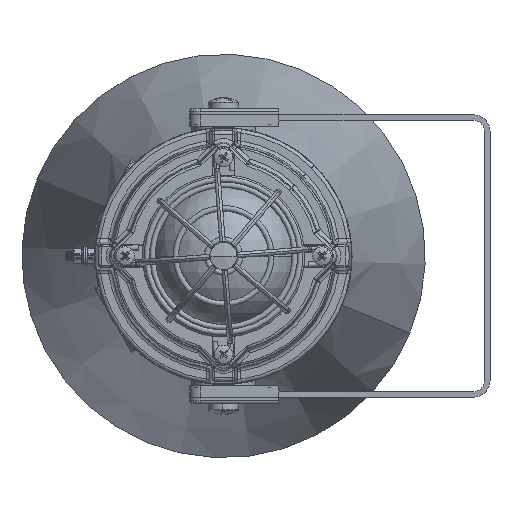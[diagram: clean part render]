
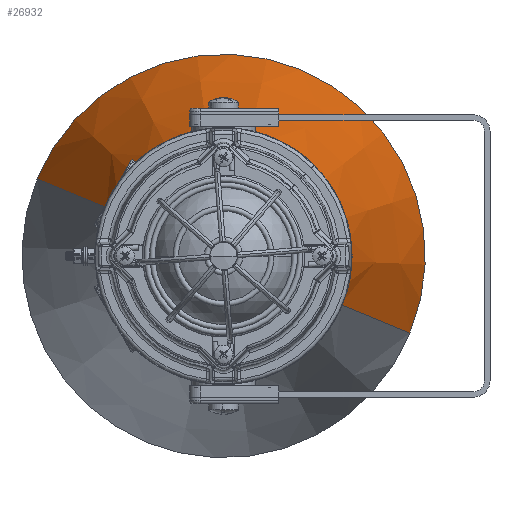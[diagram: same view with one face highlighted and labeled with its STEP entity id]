
A CAD part, left-side view. The second image highlights one B-rep face of the part: STEP entity #26932.
In plain terms, the highlighted conical face has half-angle 15.149 degrees and reference radius 109.781 mm.
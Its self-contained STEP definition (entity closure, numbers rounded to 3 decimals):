
#1020 = DIRECTION ( 'NONE',  ( -1., 0., 0. ) ) ;
#5086 = CARTESIAN_POINT ( 'NONE',  ( -26., 0., 68.916 ) ) ;
#5321 = DIRECTION ( 'NONE',  ( 0., 0., 1. ) ) ;
#10558 = ORIENTED_EDGE ( 'NONE', *, *, #63803, .T. ) ;
#10833 = DIRECTION ( 'NONE',  ( 1., 0., 0. ) ) ;
#12076 = CARTESIAN_POINT ( 'NONE',  ( -26., 0., 0. ) ) ;
#12693 = CARTESIAN_POINT ( 'NONE',  ( -176.941, 0., 109.781 ) ) ;
#14366 = VERTEX_POINT ( 'NONE', #39099 ) ;
#14659 = AXIS2_PLACEMENT_3D ( 'NONE', #12076, #40787, #46038 ) ;
#15846 = LINE ( 'NONE', #34952, #64143 ) ;
#23868 = ORIENTED_EDGE ( 'NONE', *, *, #57660, .F. ) ;
#24960 = EDGE_CURVE ( 'NONE', #59243, #14366, #28777, .T. ) ;
#25041 = VECTOR ( 'NONE', #58146, 1000. ) ;
#25197 = ORIENTED_EDGE ( 'NONE', *, *, #26900, .F. ) ;
#25945 = DIRECTION ( 'NONE',  ( 0., 0., -1. ) ) ;
#26562 = AXIS2_PLACEMENT_3D ( 'NONE', #35878, #10833, #25945 ) ;
#26900 = EDGE_CURVE ( 'NONE', #63286, #53455, #15846, .T. ) ;
#26932 = ADVANCED_FACE ( 'NONE', ( #51040 ), #58876, .T. ) ;
#28777 = LINE ( 'NONE', #12693, #25041 ) ;
#31466 = CIRCLE ( 'NONE', #14659, 68.916 ) ;
#34952 = CARTESIAN_POINT ( 'NONE',  ( -176.941, 0., -109.781 ) ) ;
#35878 = CARTESIAN_POINT ( 'NONE',  ( -176.941, 0., 0. ) ) ;
#39099 = CARTESIAN_POINT ( 'NONE',  ( -176.941, 0., 109.781 ) ) ;
#39377 = CARTESIAN_POINT ( 'NONE',  ( -176.941, 0., -109.781 ) ) ;
#40787 = DIRECTION ( 'NONE',  ( 1., 0., 0. ) ) ;
#44514 = CARTESIAN_POINT ( 'NONE',  ( -26., 0., -68.916 ) ) ;
#44560 = ORIENTED_EDGE ( 'NONE', *, *, #24960, .T. ) ;
#45162 = DIRECTION ( 'NONE',  ( -0.965, 0., -0.261 ) ) ;
#46038 = DIRECTION ( 'NONE',  ( 0., 0., -1. ) ) ;
#51040 = FACE_OUTER_BOUND ( 'NONE', #53763, .T. ) ;
#53455 = VERTEX_POINT ( 'NONE', #39377 ) ;
#53763 = EDGE_LOOP ( 'NONE', ( #25197, #23868, #44560, #10558 ) ) ;
#55030 = CARTESIAN_POINT ( 'NONE',  ( -176.941, 0., 0. ) ) ;
#56171 = CIRCLE ( 'NONE', #26562, 109.781 ) ;
#57660 = EDGE_CURVE ( 'NONE', #59243, #63286, #31466, .T. ) ;
#58146 = DIRECTION ( 'NONE',  ( -0.965, 0., 0.261 ) ) ;
#58876 = CONICAL_SURFACE ( 'NONE', #59915, 109.781, 0.264 ) ;
#59243 = VERTEX_POINT ( 'NONE', #5086 ) ;
#59915 = AXIS2_PLACEMENT_3D ( 'NONE', #55030, #1020, #5321 ) ;
#63286 = VERTEX_POINT ( 'NONE', #44514 ) ;
#63803 = EDGE_CURVE ( 'NONE', #14366, #53455, #56171, .T. ) ;
#64143 = VECTOR ( 'NONE', #45162, 1000. ) ;
